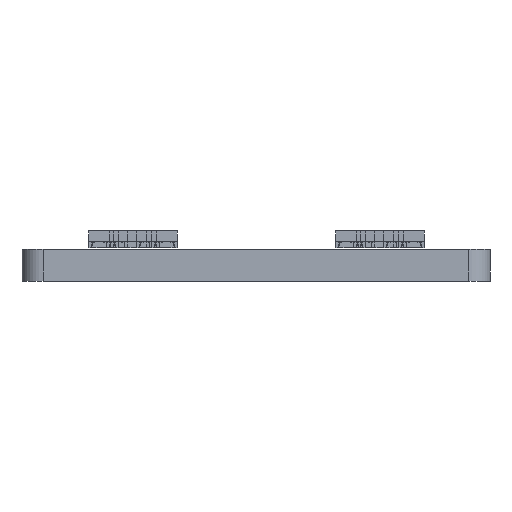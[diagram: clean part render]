
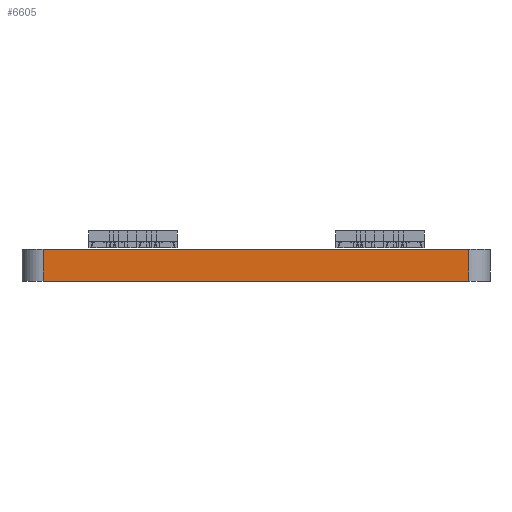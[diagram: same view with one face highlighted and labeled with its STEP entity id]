
A CAD part, front view. The second image highlights one B-rep face of the part: STEP entity #6605.
In plain terms, the highlighted planar face has unit normal (0, -1, 0).
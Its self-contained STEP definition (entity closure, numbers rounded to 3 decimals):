
#4863 = VERTEX_POINT('',#4864);
#4864 = CARTESIAN_POINT('',(91.52,-111.76,0.));
#4871 = EDGE_CURVE('',#4872,#4863,#4874,.T.);
#4872 = VERTEX_POINT('',#4873);
#4873 = CARTESIAN_POINT('',(111.68,-111.76,0.));
#4874 = LINE('',#4875,#4876);
#4875 = CARTESIAN_POINT('',(111.68,-111.76,0.));
#4876 = VECTOR('',#4877,1.);
#4877 = DIRECTION('',(-1.,0.,0.));
#5487 = VERTEX_POINT('',#5488);
#5488 = CARTESIAN_POINT('',(91.52,-111.76,1.51));
#5495 = EDGE_CURVE('',#5496,#5487,#5498,.T.);
#5496 = VERTEX_POINT('',#5497);
#5497 = CARTESIAN_POINT('',(111.68,-111.76,1.51));
#5498 = LINE('',#5499,#5500);
#5499 = CARTESIAN_POINT('',(111.68,-111.76,1.51));
#5500 = VECTOR('',#5501,1.);
#5501 = DIRECTION('',(-1.,0.,0.));
#6575 = EDGE_CURVE('',#4863,#5487,#6576,.T.);
#6576 = LINE('',#6577,#6578);
#6577 = CARTESIAN_POINT('',(91.52,-111.76,0.));
#6578 = VECTOR('',#6579,1.);
#6579 = DIRECTION('',(0.,0.,1.));
#6605 = ADVANCED_FACE('',(#6606),#6617,.T.);
#6606 = FACE_BOUND('',#6607,.T.);
#6607 = EDGE_LOOP('',(#6608,#6614,#6615,#6616));
#6608 = ORIENTED_EDGE('',*,*,#6609,.T.);
#6609 = EDGE_CURVE('',#4872,#5496,#6610,.T.);
#6610 = LINE('',#6611,#6612);
#6611 = CARTESIAN_POINT('',(111.68,-111.76,0.));
#6612 = VECTOR('',#6613,1.);
#6613 = DIRECTION('',(0.,0.,1.));
#6614 = ORIENTED_EDGE('',*,*,#5495,.T.);
#6615 = ORIENTED_EDGE('',*,*,#6575,.F.);
#6616 = ORIENTED_EDGE('',*,*,#4871,.F.);
#6617 = PLANE('',#6618);
#6618 = AXIS2_PLACEMENT_3D('',#6619,#6620,#6621);
#6619 = CARTESIAN_POINT('',(111.68,-111.76,0.));
#6620 = DIRECTION('',(0.,-1.,0.));
#6621 = DIRECTION('',(-1.,0.,0.));
